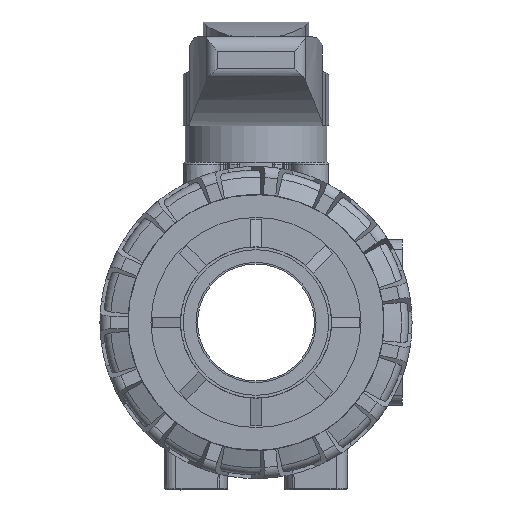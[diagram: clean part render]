
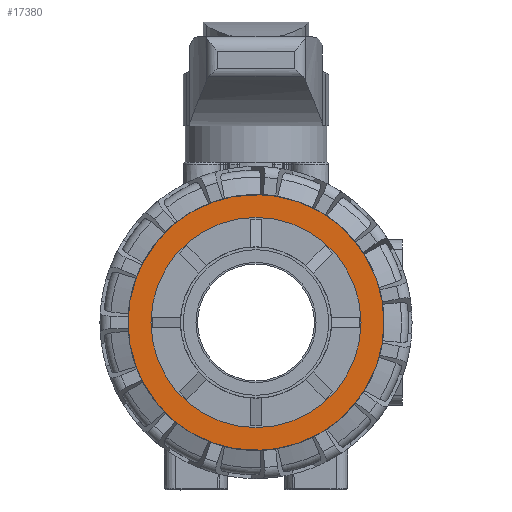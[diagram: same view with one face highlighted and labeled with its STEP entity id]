
A CAD part, left-side view. The second image highlights one B-rep face of the part: STEP entity #17380.
In plain terms, the highlighted face is planar.
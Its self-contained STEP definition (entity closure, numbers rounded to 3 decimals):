
#2714=FACE_BOUND($,#6180,.T.);
#2715=FACE_BOUND($,#6181,.T.);
#3644=CIRCLE($,#19428,28.85);
#3660=CIRCLE($,#19474,35.15);
#4009=PLANE($,#19508);
#6180=EDGE_LOOP($,(#15623));
#6181=EDGE_LOOP($,(#15624));
#8082=VERTEX_POINT($,#49496);
#8091=VERTEX_POINT($,#49588);
#10578=EDGE_CURVE($,#8082,#8082,#3644,.T.);
#10625=EDGE_CURVE($,#8091,#8091,#3660,.T.);
#15623=ORIENTED_EDGE($,*,*,#10578,.T.);
#15624=ORIENTED_EDGE($,*,*,#10625,.T.);
#17380=ADVANCED_FACE($,(#2714,#2715),#4009,.T.);
#19428=AXIS2_PLACEMENT_3D($,#49497,#24349,#24350);
#19474=AXIS2_PLACEMENT_3D($,#49589,#24457,#24458);
#19508=AXIS2_PLACEMENT_3D($,#49628,#24527,#24528);
#24349=DIRECTION('center_axis',(0.,0.,-1.));
#24350=DIRECTION('ref_axis',(-1.,0.,0.));
#24457=DIRECTION('center_axis',(0.,0.,1.));
#24458=DIRECTION('ref_axis',(1.,0.,0.));
#24527=DIRECTION('center_axis',(0.,0.,1.));
#24528=DIRECTION('ref_axis',(1.,0.,0.));
#49496=CARTESIAN_POINT('',(28.85,0.,36.7));
#49497=CARTESIAN_POINT('Origin',(0.,0.,36.7));
#49588=CARTESIAN_POINT('',(0.,-35.15,36.7));
#49589=CARTESIAN_POINT('Origin',(0.,0.,36.7));
#49628=CARTESIAN_POINT('Origin',(0.,0.,36.7));
